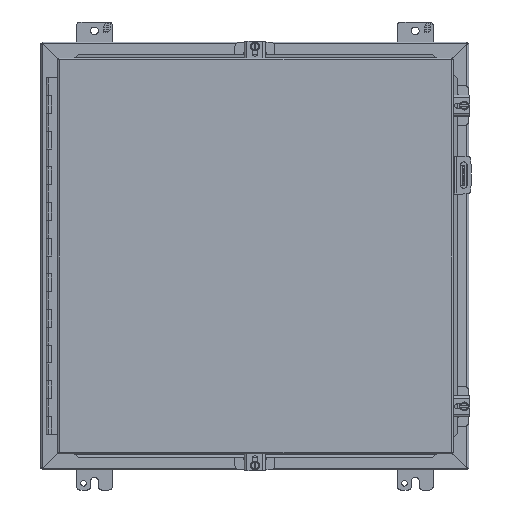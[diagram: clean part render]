
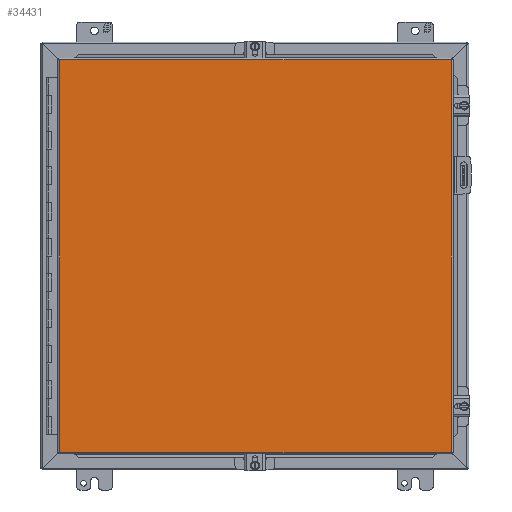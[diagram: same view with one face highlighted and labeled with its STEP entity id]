
A CAD part, front view. The second image highlights one B-rep face of the part: STEP entity #34431.
In plain terms, the highlighted planar face has unit normal (0, -1, 0).
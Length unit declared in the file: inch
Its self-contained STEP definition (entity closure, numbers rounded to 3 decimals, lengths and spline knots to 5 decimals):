
#906 = VERTEX_POINT ( 'NONE', #6723 ) ;
#1287 = CARTESIAN_POINT ( 'NONE',  ( -10.954, -7.21, -10.9945 ) ) ;
#3290 = FACE_OUTER_BOUND ( 'NONE', #41150, .T. ) ;
#3781 = PLANE ( 'NONE',  #20947 ) ;
#5699 = LINE ( 'NONE', #44145, #40573 ) ;
#5879 = EDGE_CURVE ( 'NONE', #35477, #906, #39473, .T. ) ;
#6723 = CARTESIAN_POINT ( 'NONE',  ( -10.954, -7.21, 10.9945 ) ) ;
#9177 = EDGE_CURVE ( 'NONE', #12299, #35477, #21353, .T. ) ;
#9470 = EDGE_CURVE ( 'NONE', #15709, #12299, #5699, .T. ) ;
#10230 = DIRECTION ( 'NONE',  ( 0., 0., -1. ) ) ;
#10602 = ORIENTED_EDGE ( 'NONE', *, *, #21827, .F. ) ;
#10725 = VECTOR ( 'NONE', #16633, 39.37008 ) ;
#10990 = ORIENTED_EDGE ( 'NONE', *, *, #9177, .F. ) ;
#12299 = VERTEX_POINT ( 'NONE', #13797 ) ;
#13785 = LINE ( 'NONE', #45156, #36958 ) ;
#13797 = CARTESIAN_POINT ( 'NONE',  ( 11.018, -7.21, -10.9945 ) ) ;
#15709 = VERTEX_POINT ( 'NONE', #47817 ) ;
#16633 = DIRECTION ( 'NONE',  ( 0., 0., 1. ) ) ;
#20947 = AXIS2_PLACEMENT_3D ( 'NONE', #45242, #34447, #26164 ) ;
#21353 = LINE ( 'NONE', #39940, #45354 ) ;
#21827 = EDGE_CURVE ( 'NONE', #906, #15709, #13785, .T. ) ;
#22829 = ORIENTED_EDGE ( 'NONE', *, *, #9470, .F. ) ;
#26164 = DIRECTION ( 'NONE',  ( 0., 0., -1. ) ) ;
#29201 = CARTESIAN_POINT ( 'NONE',  ( -10.954, -7.21, -10.9945 ) ) ;
#29349 = DIRECTION ( 'NONE',  ( 1., 0., 0. ) ) ;
#34431 = ADVANCED_FACE ( 'NONE', ( #3290 ), #3781, .T. ) ;
#34447 = DIRECTION ( 'NONE',  ( 0., -1., 0. ) ) ;
#35477 = VERTEX_POINT ( 'NONE', #29201 ) ;
#36187 = DIRECTION ( 'NONE',  ( -1., 0., 0. ) ) ;
#36958 = VECTOR ( 'NONE', #29349, 39.37008 ) ;
#39473 = LINE ( 'NONE', #1287, #10725 ) ;
#39940 = CARTESIAN_POINT ( 'NONE',  ( 11.018, -7.21, -10.9945 ) ) ;
#40573 = VECTOR ( 'NONE', #10230, 39.37008 ) ;
#41150 = EDGE_LOOP ( 'NONE', ( #22829, #10602, #43105, #10990 ) ) ;
#43105 = ORIENTED_EDGE ( 'NONE', *, *, #5879, .F. ) ;
#44145 = CARTESIAN_POINT ( 'NONE',  ( 11.018, -7.21, 10.9945 ) ) ;
#45156 = CARTESIAN_POINT ( 'NONE',  ( -10.954, -7.21, 10.9945 ) ) ;
#45242 = CARTESIAN_POINT ( 'NONE',  ( -10.954, -7.21, -10.9945 ) ) ;
#45354 = VECTOR ( 'NONE', #36187, 39.37008 ) ;
#47817 = CARTESIAN_POINT ( 'NONE',  ( 11.018, -7.21, 10.9945 ) ) ;
